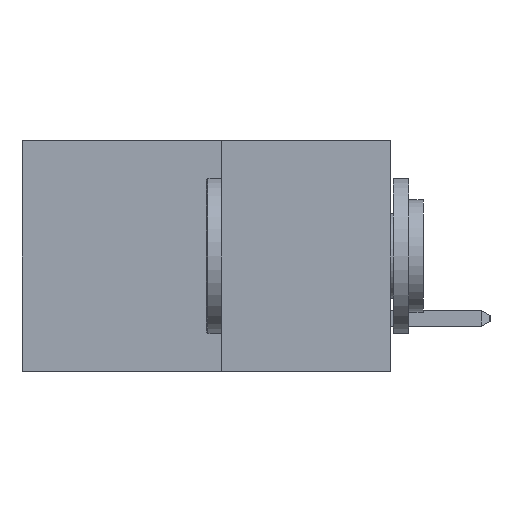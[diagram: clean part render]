
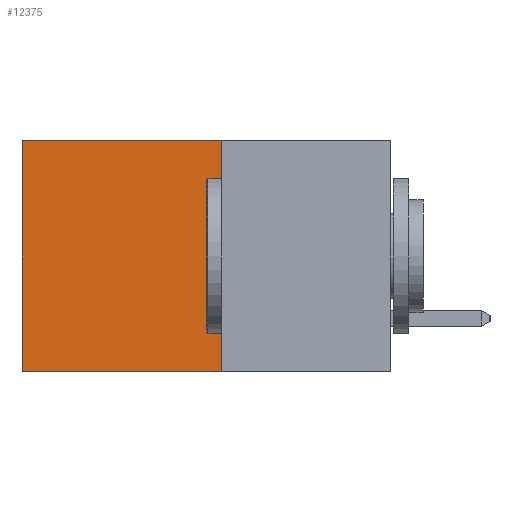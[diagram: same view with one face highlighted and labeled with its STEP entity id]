
A CAD part, left-side view. The second image highlights one B-rep face of the part: STEP entity #12375.
In plain terms, the highlighted planar face has unit normal (-1, 0, 0).
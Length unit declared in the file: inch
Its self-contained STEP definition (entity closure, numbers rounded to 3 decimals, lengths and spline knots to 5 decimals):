
#172 = CARTESIAN_POINT ( 'NONE',  ( 0.277, 0.59, 0. ) ) ;
#874 = DIRECTION ( 'NONE',  ( 0., 1., 0. ) ) ;
#999 = LINE ( 'NONE', #17991, #8203 ) ;
#1142 = CARTESIAN_POINT ( 'NONE',  ( 0.277, 0.27, -0.37 ) ) ;
#1204 = LINE ( 'NONE', #1142, #15969 ) ;
#1313 = DIRECTION ( 'NONE',  ( 0., 1., 0. ) ) ;
#2384 = EDGE_CURVE ( 'NONE', #14403, #16806, #10398, .T. ) ;
#2573 = DIRECTION ( 'NONE',  ( 0., 0., -1. ) ) ;
#3665 = EDGE_LOOP ( 'NONE', ( #5668, #13273, #17048, #17477 ) ) ;
#4371 = CARTESIAN_POINT ( 'NONE',  ( 0.277, 0.59, -0.37 ) ) ;
#4666 = CARTESIAN_POINT ( 'NONE',  ( 0.277, 0.27, -0.37 ) ) ;
#5668 = ORIENTED_EDGE ( 'NONE', *, *, #2384, .T. ) ;
#6111 = PLANE ( 'NONE',  #16895 ) ;
#7565 = DIRECTION ( 'NONE',  ( 1., 0., 0. ) ) ;
#8203 = VECTOR ( 'NONE', #874, 39.37008 ) ;
#8959 = CARTESIAN_POINT ( 'NONE',  ( 0.277, 0.27, -0.37 ) ) ;
#10398 = LINE ( 'NONE', #4371, #17533 ) ;
#10974 = EDGE_CURVE ( 'NONE', #11175, #16806, #16238, .T. ) ;
#11061 = FACE_OUTER_BOUND ( 'NONE', #3665, .T. ) ;
#11175 = VERTEX_POINT ( 'NONE', #8959 ) ;
#12088 = EDGE_CURVE ( 'NONE', #15648, #11175, #1204, .T. ) ;
#12375 = ADVANCED_FACE ( 'NONE', ( #11061 ), #6111, .F. ) ;
#12464 = VECTOR ( 'NONE', #1313, 39.37008 ) ;
#12734 = CARTESIAN_POINT ( 'NONE',  ( 0.277, 0.59, -0.37 ) ) ;
#13273 = ORIENTED_EDGE ( 'NONE', *, *, #10974, .F. ) ;
#14194 = CARTESIAN_POINT ( 'NONE',  ( 0.277, 0.27, -0.37 ) ) ;
#14403 = VERTEX_POINT ( 'NONE', #172 ) ;
#14464 = CARTESIAN_POINT ( 'NONE',  ( 0.277, 0.27, 0. ) ) ;
#15171 = DIRECTION ( 'NONE',  ( 0., 0., -1. ) ) ;
#15648 = VERTEX_POINT ( 'NONE', #14464 ) ;
#15955 = EDGE_CURVE ( 'NONE', #15648, #14403, #999, .T. ) ;
#15969 = VECTOR ( 'NONE', #2573, 39.37008 ) ;
#16238 = LINE ( 'NONE', #14194, #12464 ) ;
#16806 = VERTEX_POINT ( 'NONE', #12734 ) ;
#16895 = AXIS2_PLACEMENT_3D ( 'NONE', #4666, #7565, #17507 ) ;
#17048 = ORIENTED_EDGE ( 'NONE', *, *, #12088, .F. ) ;
#17477 = ORIENTED_EDGE ( 'NONE', *, *, #15955, .T. ) ;
#17507 = DIRECTION ( 'NONE',  ( 0., 0., -1. ) ) ;
#17533 = VECTOR ( 'NONE', #15171, 39.37008 ) ;
#17991 = CARTESIAN_POINT ( 'NONE',  ( 0.277, 0.27, 0. ) ) ;
